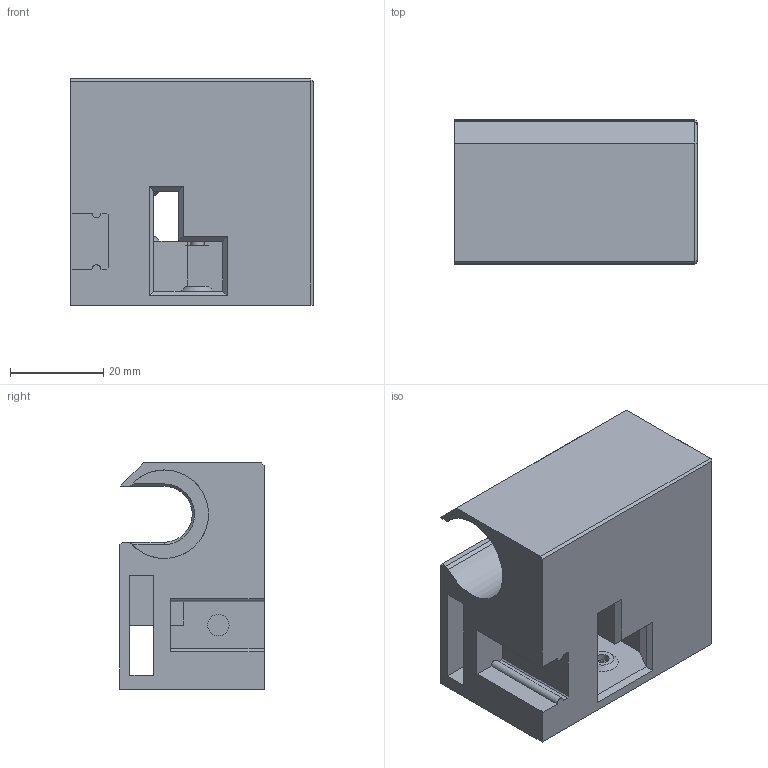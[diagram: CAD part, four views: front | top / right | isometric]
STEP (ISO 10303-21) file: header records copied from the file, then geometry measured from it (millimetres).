
FILE_DESCRIPTION(/* description */ (''),/* implementation_level */ '2;1');
FILE_NAME(/* name */ 'Right K1 Inertia XY Joint STEP.step',/* time_stamp */ '2025-09-02T19:52:26+02:00',/* author */ (''),/* organization */ (''),/* preprocessor_version */ 'ST-DEVELOPER v20.1',/* originating_system */ 'Autodesk Translation Framework v14.10.0.0',/* authorisation */ '');
FILE_SCHEMA (('AUTOMOTIVE_DESIGN { 1 0 10303 214 3 1 1 }'));
Length unit declared in the file: millimetre
Products named in the file (4): Flo Gantry K1; Left Carriage; Carto Mount; Left Stepper Mount F623ZZ
Assembly tree (3 placements, depth 3):
  Flo Gantry K1
    Left Carriage
    Carto Mount
      Left Stepper Mount F623ZZ
Bounding box: 52 x 30.9 x 48.5 mm (x, y, z)
Volume: 50781.4 mm3; surface area: 17604 mm2
Topology: 1 solids, 1 shells, 122 faces, 329 edges, 213 vertices
Faces by surface type: plane 103, cylinder 11, cone 8
Full cylindrical faces by diameter (mm): 3 x4, 4.6 x1, 6 x2
Entity records: 3950 total; most frequent: CARTESIAN_POINT 682, ORIENTED_EDGE 658, DIRECTION 626, EDGE_CURVE 329, LINE 286, VECTOR 286, VERTEX_POINT 213, AXIS2_PLACEMENT_3D 170
